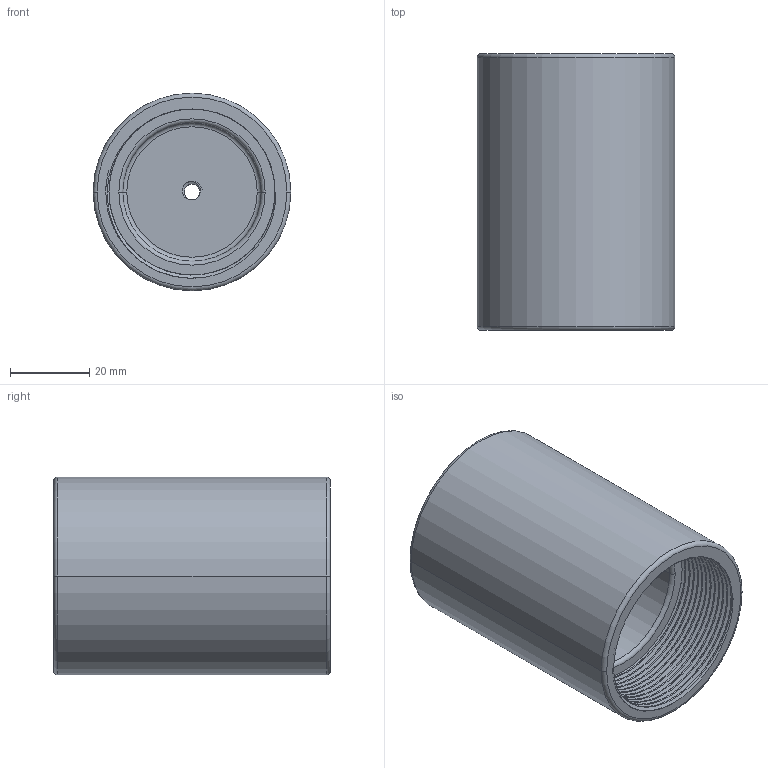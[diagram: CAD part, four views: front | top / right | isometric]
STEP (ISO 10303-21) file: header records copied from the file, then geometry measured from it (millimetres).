
FILE_DESCRIPTION (( 'STEP AP203' ), '1' );
FILE_NAME ('graisseur de roulement de bol SIMPLIFIER.STEP', '2025-01-19T16:23:36', ( '' ), ( '' ), 'SwSTEP 2.0', 'SolidWorks 2023', '' );
FILE_SCHEMA (( 'CONFIG_CONTROL_DESIGN' ));
Length unit declared in the file: millimetre
Products named in the file (1): graisseur de roulement de bol SIMPLIFIER
Bounding box: 50 x 69.94 x 50 mm (x, y, z)
Volume: 68999.4 mm3; surface area: 23996.1 mm2
Topology: 1 solids, 1 shells, 64 faces, 169 edges, 109 vertices
Faces by surface type: cylinder 43, torus 8, bspline 7, plane 6
Entity records: 9248 total; most frequent: CARTESIAN_POINT 7838, ORIENTED_EDGE 338, DIRECTION 218, EDGE_CURVE 169, VERTEX_POINT 109, AXIS2_PLACEMENT_3D 88, EDGE_LOOP 68, FACE_OUTER_BOUND 64
